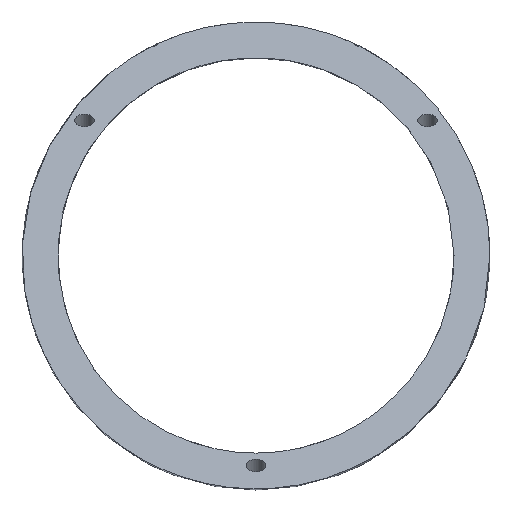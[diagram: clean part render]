
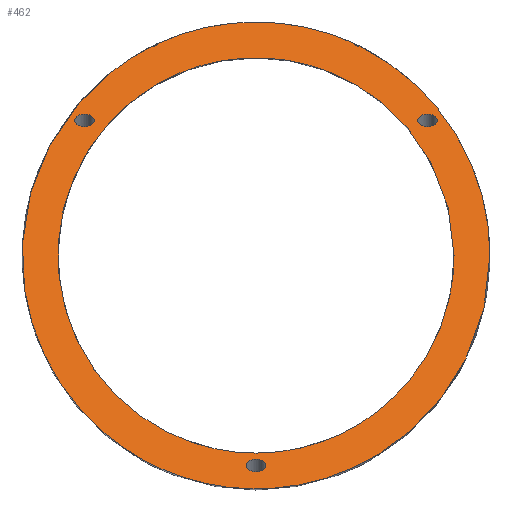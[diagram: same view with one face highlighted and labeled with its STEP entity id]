
A CAD part, top view. The second image highlights one B-rep face of the part: STEP entity #462.
In plain terms, the highlighted planar face has unit normal (0, 0.766, 0.643).
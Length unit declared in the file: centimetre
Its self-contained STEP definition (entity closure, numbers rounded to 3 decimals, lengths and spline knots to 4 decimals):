
#34=PLANE('',#492);
#36=ELLIPSE('',#490,3.9515,2.54);
#37=ELLIPSE('',#493,0.1824,0.125);
#38=ELLIPSE('',#494,4.6672,3.);
#39=ELLIPSE('',#495,0.1824,0.125);
#40=CIRCLE('',#484,0.125);
#41=CIRCLE('',#486,0.125);
#42=CIRCLE('',#488,0.125);
#46=VERTEX_POINT('',#601);
#48=VERTEX_POINT('',#639);
#50=VERTEX_POINT('',#685);
#63=VERTEX_POINT('',#1108);
#71=VERTEX_POINT('',#1323);
#72=VERTEX_POINT('',#1324);
#73=VERTEX_POINT('',#1326);
#74=VERTEX_POINT('',#1328);
#132=EDGE_CURVE('',#46,#46,#40,.T.);
#134=EDGE_CURVE('',#48,#48,#41,.T.);
#136=EDGE_CURVE('',#50,#50,#42,.T.);
#149=EDGE_CURVE('',#63,#63,#36,.T.);
#157=EDGE_CURVE('',#71,#72,#37,.T.);
#158=EDGE_CURVE('',#73,#72,#38,.T.);
#159=EDGE_CURVE('',#73,#74,#39,.T.);
#160=EDGE_CURVE('',#71,#74,#38,.T.);
#208=ORIENTED_EDGE('',*,*,#132,.T.);
#209=ORIENTED_EDGE('',*,*,#134,.T.);
#210=ORIENTED_EDGE('',*,*,#136,.T.);
#211=ORIENTED_EDGE('',*,*,#149,.F.);
#212=ORIENTED_EDGE('',*,*,#157,.T.);
#213=ORIENTED_EDGE('',*,*,#158,.F.);
#214=ORIENTED_EDGE('',*,*,#159,.T.);
#215=ORIENTED_EDGE('',*,*,#160,.F.);
#306=EDGE_LOOP('',(#208));
#307=EDGE_LOOP('',(#209));
#308=EDGE_LOOP('',(#210));
#309=EDGE_LOOP('',(#211));
#310=EDGE_LOOP('',(#212,#213,#214,#215));
#396=FACE_BOUND('',#306,.T.);
#397=FACE_BOUND('',#307,.T.);
#398=FACE_BOUND('',#308,.T.);
#399=FACE_BOUND('',#309,.T.);
#400=FACE_BOUND('',#310,.T.);
#462=ADVANCED_FACE('',(#396,#397,#398,#399,#400),#34,.F.);
#484=AXIS2_PLACEMENT_3D('',#600,#510,#511);
#486=AXIS2_PLACEMENT_3D('',#638,#514,#515);
#488=AXIS2_PLACEMENT_3D('',#684,#518,#519);
#490=AXIS2_PLACEMENT_3D('',#1107,#522,#523);
#492=AXIS2_PLACEMENT_3D('',#1321,#526,$);
#493=AXIS2_PLACEMENT_3D('',#1322,#527,#528);
#494=AXIS2_PLACEMENT_3D('',#1325,#529,#530);
#495=AXIS2_PLACEMENT_3D('',#1327,#531,#532);
#510=DIRECTION('',(0.,-0.766,-0.643));
#511=DIRECTION('',(0.125,0.,0.));
#514=DIRECTION('',(0.,-0.766,-0.643));
#515=DIRECTION('',(0.125,0.,0.));
#518=DIRECTION('',(0.,-0.766,-0.643));
#519=DIRECTION('',(0.125,0.,0.));
#522=DIRECTION('',(0.,0.766,0.643));
#523=DIRECTION('',(0.,2.54,-3.027));
#526=DIRECTION('',(0.,-0.766,-0.643));
#527=DIRECTION('',(0.,-0.766,-0.643));
#528=DIRECTION('',(-0.112,-0.093,0.11));
#529=DIRECTION('',(0.,-0.766,-0.643));
#530=DIRECTION('',(0.,3.,-3.575));
#531=DIRECTION('',(0.,-0.766,-0.643));
#532=DIRECTION('',(0.112,-0.093,0.11));
#600=CARTESIAN_POINT('',(2.2,1.7355,2.6564));
#601=CARTESIAN_POINT('',(2.325,1.7355,2.6564));
#638=CARTESIAN_POINT('',(0.,-2.6997,7.9421));
#639=CARTESIAN_POINT('',(0.125,-2.6997,7.9421));
#684=CARTESIAN_POINT('',(-2.2,1.7355,2.6564));
#685=CARTESIAN_POINT('',(-2.075,1.7355,2.6564));
#1107=CARTESIAN_POINT('',(0.,0.,4.7247));
#1108=CARTESIAN_POINT('',(0.,-2.54,7.7518));
#1321=CARTESIAN_POINT('',(-17.7338,0.,4.7247));
#1322=CARTESIAN_POINT('',(1.3949,2.7898,1.4));
#1323=CARTESIAN_POINT('',(1.3383,2.6849,1.5249));
#1324=CARTESIAN_POINT('',(1.2519,2.7263,1.4757));
#1325=CARTESIAN_POINT('',(0.,0.,4.7247));
#1326=CARTESIAN_POINT('',(-1.2519,2.7263,1.4757));
#1327=CARTESIAN_POINT('',(-1.3949,2.7898,1.4));
#1328=CARTESIAN_POINT('',(-1.3383,2.6849,1.5249));
